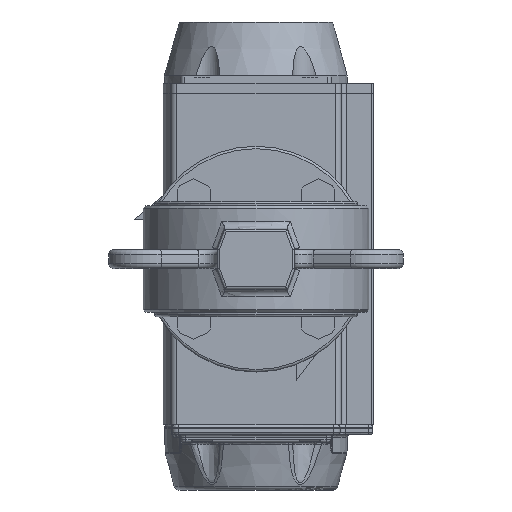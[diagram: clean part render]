
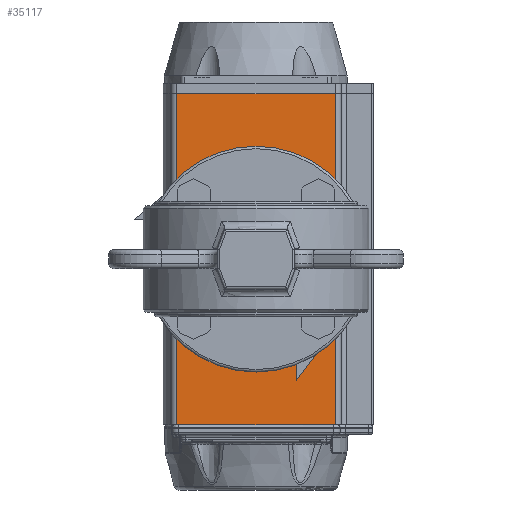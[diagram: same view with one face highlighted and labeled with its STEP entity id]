
A CAD part, front view. The second image highlights one B-rep face of the part: STEP entity #35117.
In plain terms, the highlighted planar face has unit normal (0, -1, 0).
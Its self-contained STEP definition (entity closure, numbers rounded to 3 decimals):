
#3146=PLANE('',#39025);
#5069=LINE('',#79654,#7005);
#5071=LINE('',#79661,#7007);
#5083=LINE('',#79713,#7019);
#5084=LINE('',#79719,#7020);
#7005=VECTOR('',#47705,1000.);
#7007=VECTOR('',#47711,1000.);
#7019=VECTOR('',#47757,1000.);
#7020=VECTOR('',#47760,1000.);
#16938=ORIENTED_EDGE('',*,*,#22040,.F.);
#16939=ORIENTED_EDGE('',*,*,#22070,.T.);
#16940=ORIENTED_EDGE('',*,*,#22043,.T.);
#16941=ORIENTED_EDGE('',*,*,#22068,.F.);
#16942=ORIENTED_EDGE('',*,*,#21936,.T.);
#16943=ORIENTED_EDGE('',*,*,#21961,.T.);
#16944=ORIENTED_EDGE('',*,*,#21963,.T.);
#16945=ORIENTED_EDGE('',*,*,#21965,.T.);
#16946=ORIENTED_EDGE('',*,*,#21967,.T.);
#16947=ORIENTED_EDGE('',*,*,#21969,.T.);
#16948=ORIENTED_EDGE('',*,*,#21971,.T.);
#16949=ORIENTED_EDGE('',*,*,#21973,.T.);
#16950=ORIENTED_EDGE('',*,*,#21975,.T.);
#21936=EDGE_CURVE('',#25310,#25310,#26958,.T.);
#21961=EDGE_CURVE('',#25335,#25335,#26983,.T.);
#21963=EDGE_CURVE('',#25337,#25337,#26985,.T.);
#21965=EDGE_CURVE('',#25339,#25339,#26987,.T.);
#21967=EDGE_CURVE('',#25341,#25341,#26989,.T.);
#21969=EDGE_CURVE('',#25343,#25343,#26991,.T.);
#21971=EDGE_CURVE('',#25345,#25345,#26993,.T.);
#21973=EDGE_CURVE('',#25347,#25347,#26995,.T.);
#21975=EDGE_CURVE('',#25349,#25349,#26997,.T.);
#22040=EDGE_CURVE('',#25427,#25402,#5069,.T.);
#22043=EDGE_CURVE('',#25431,#25430,#5071,.T.);
#22068=EDGE_CURVE('',#25402,#25430,#5083,.T.);
#22070=EDGE_CURVE('',#25427,#25431,#5084,.T.);
#25310=VERTEX_POINT('',#79368);
#25335=VERTEX_POINT('',#79431);
#25337=VERTEX_POINT('',#79436);
#25339=VERTEX_POINT('',#79441);
#25341=VERTEX_POINT('',#79446);
#25343=VERTEX_POINT('',#79451);
#25345=VERTEX_POINT('',#79456);
#25347=VERTEX_POINT('',#79461);
#25349=VERTEX_POINT('',#79466);
#25402=VERTEX_POINT('',#79603);
#25427=VERTEX_POINT('',#79653);
#25430=VERTEX_POINT('',#79660);
#25431=VERTEX_POINT('',#79662);
#26958=CIRCLE('',#38854,14.635);
#26983=CIRCLE('',#38892,3.324);
#26985=CIRCLE('',#38895,3.324);
#26987=CIRCLE('',#38898,3.324);
#26989=CIRCLE('',#38901,3.324);
#26991=CIRCLE('',#38904,2.459);
#26993=CIRCLE('',#38907,2.459);
#26995=CIRCLE('',#38910,2.459);
#26997=CIRCLE('',#38913,2.459);
#29653=EDGE_LOOP('',(#16938,#16939,#16940,#16941));
#29654=EDGE_LOOP('',(#16942));
#29655=EDGE_LOOP('',(#16943));
#29656=EDGE_LOOP('',(#16944));
#29657=EDGE_LOOP('',(#16945));
#29658=EDGE_LOOP('',(#16946));
#29659=EDGE_LOOP('',(#16947));
#29660=EDGE_LOOP('',(#16948));
#29661=EDGE_LOOP('',(#16949));
#29662=EDGE_LOOP('',(#16950));
#32327=FACE_BOUND('',#29653,.T.);
#32328=FACE_BOUND('',#29654,.T.);
#32329=FACE_BOUND('',#29655,.T.);
#32330=FACE_BOUND('',#29656,.T.);
#32331=FACE_BOUND('',#29657,.T.);
#32332=FACE_BOUND('',#29658,.T.);
#32333=FACE_BOUND('',#29659,.T.);
#32334=FACE_BOUND('',#29660,.T.);
#32335=FACE_BOUND('',#29661,.T.);
#32336=FACE_BOUND('',#29662,.T.);
#35117=ADVANCED_FACE('',(#32327,#32328,#32329,#32330,#32331,#32332,#32333,
#32334,#32335,#32336),#3146,.T.);
#38854=AXIS2_PLACEMENT_3D('',#79367,#47388,#47389);
#38892=AXIS2_PLACEMENT_3D('',#79430,#47464,#47465);
#38895=AXIS2_PLACEMENT_3D('',#79435,#47470,#47471);
#38898=AXIS2_PLACEMENT_3D('',#79440,#47476,#47477);
#38901=AXIS2_PLACEMENT_3D('',#79445,#47482,#47483);
#38904=AXIS2_PLACEMENT_3D('',#79450,#47488,#47489);
#38907=AXIS2_PLACEMENT_3D('',#79455,#47494,#47495);
#38910=AXIS2_PLACEMENT_3D('',#79460,#47500,#47501);
#38913=AXIS2_PLACEMENT_3D('',#79465,#47506,#47507);
#39025=AXIS2_PLACEMENT_3D('',#79718,#47758,#47759);
#47388=DIRECTION('',(0.,1.,0.));
#47389=DIRECTION('',(1.,0.,0.));
#47464=DIRECTION('',(0.,1.,0.));
#47465=DIRECTION('',(1.,0.,0.));
#47470=DIRECTION('',(0.,1.,0.));
#47471=DIRECTION('',(1.,0.,0.));
#47476=DIRECTION('',(0.,1.,0.));
#47477=DIRECTION('',(1.,0.,0.));
#47482=DIRECTION('',(0.,1.,0.));
#47483=DIRECTION('',(1.,0.,0.));
#47488=DIRECTION('',(0.,1.,0.));
#47489=DIRECTION('',(1.,0.,0.));
#47494=DIRECTION('',(0.,1.,0.));
#47495=DIRECTION('',(1.,0.,0.));
#47500=DIRECTION('',(0.,1.,0.));
#47501=DIRECTION('',(1.,0.,0.));
#47506=DIRECTION('',(0.,1.,0.));
#47507=DIRECTION('',(1.,0.,0.));
#47705=DIRECTION('',(1.,0.,0.));
#47711=DIRECTION('',(1.,0.,0.));
#47757=DIRECTION('',(0.,0.,-1.));
#47758=DIRECTION('',(0.,-1.,0.));
#47759=DIRECTION('',(-1.,0.,0.));
#47760=DIRECTION('',(0.,0.,-1.));
#79367=CARTESIAN_POINT('',(0.,-44.471,66.));
#79368=CARTESIAN_POINT('',(14.635,-44.471,66.));
#79430=CARTESIAN_POINT('',(-24.749,-44.471,41.251));
#79431=CARTESIAN_POINT('',(-21.425,-44.471,41.251));
#79435=CARTESIAN_POINT('',(24.749,-44.471,41.251));
#79436=CARTESIAN_POINT('',(28.072,-44.471,41.251));
#79440=CARTESIAN_POINT('',(24.749,-44.471,90.749));
#79441=CARTESIAN_POINT('',(28.072,-44.471,90.749));
#79445=CARTESIAN_POINT('',(-24.749,-44.471,90.749));
#79446=CARTESIAN_POINT('',(-21.425,-44.471,90.749));
#79450=CARTESIAN_POINT('',(-17.678,-44.471,83.678));
#79451=CARTESIAN_POINT('',(-15.219,-44.471,83.678));
#79455=CARTESIAN_POINT('',(-17.678,-44.471,48.322));
#79456=CARTESIAN_POINT('',(-15.219,-44.471,48.322));
#79460=CARTESIAN_POINT('',(17.678,-44.471,48.322));
#79461=CARTESIAN_POINT('',(20.136,-44.471,48.322));
#79465=CARTESIAN_POINT('',(17.678,-44.471,83.678));
#79466=CARTESIAN_POINT('',(20.136,-44.471,83.678));
#79603=CARTESIAN_POINT('',(31.5,-44.471,132.));
#79653=CARTESIAN_POINT('',(-31.5,-44.471,132.));
#79654=CARTESIAN_POINT('',(5.25,-44.471,132.));
#79660=CARTESIAN_POINT('',(31.5,-44.471,0.));
#79661=CARTESIAN_POINT('',(5.25,-44.471,0.));
#79662=CARTESIAN_POINT('',(-31.5,-44.471,0.));
#79713=CARTESIAN_POINT('',(31.5,-44.471,0.));
#79718=CARTESIAN_POINT('',(-31.5,-44.471,0.));
#79719=CARTESIAN_POINT('',(-31.5,-44.471,0.));
